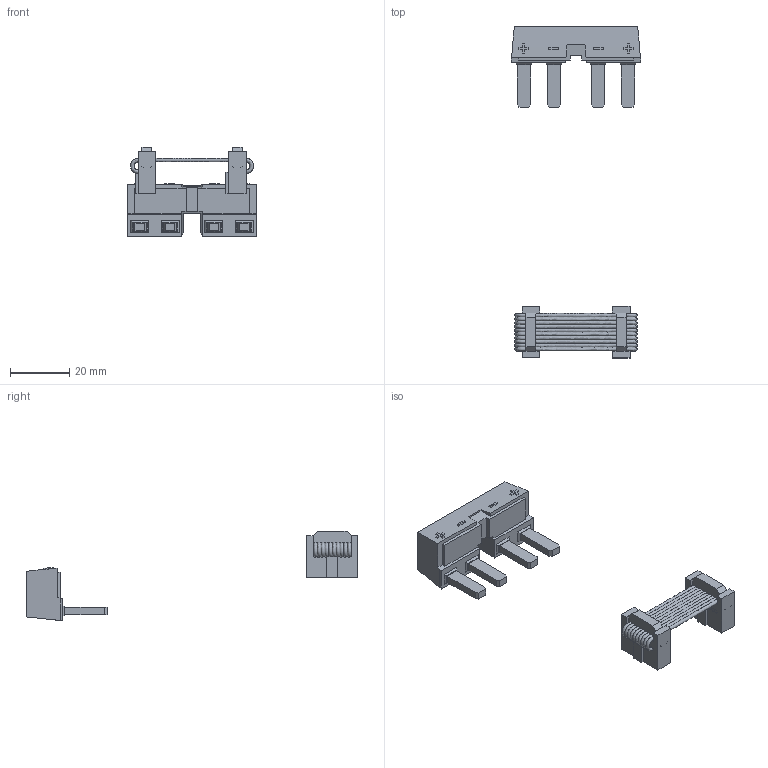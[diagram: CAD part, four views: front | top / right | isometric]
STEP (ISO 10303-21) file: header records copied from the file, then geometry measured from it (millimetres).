
FILE_DESCRIPTION(/* description */ (''),/* implementation_level */ '2;1');
FILE_NAME(/* name */ '6EP4990-8KK00-0XU0_3d.stp',/* time_stamp */ '2024-11-07T08:37:12+02:00',/* author */ (''),/* organization */ (''),/* preprocessor_version */ 'ST-DEVELOPER v18.102',/* originating_system */ 'SIEMENS PLM Software NX 2023',/* authorisation */ '');
FILE_SCHEMA (('AUTOMOTIVE_DESIGN { 1 0 10303 214 3 1 1 1 }'));
Length unit declared in the file: millimetre
Products named in the file (1): A5E53689737T_RS-AA_001_2-6EP4990-8KK00-0XU0-low
Bounding box: 43.82 x 112.13 x 30.23 mm (x, y, z)
Volume: 10961 mm3; surface area: 13081.2 mm2
Topology: 15 solids, 17 shells, 833 faces, 2224 edges, 1442 vertices
Faces by surface type: plane 744, cylinder 49, bspline 24, extrusion 16
Entity records: 38938 total; most frequent: CARTESIAN_POINT 17986, ORIENTED_EDGE 4420, DIRECTION 3830, EDGE_CURVE 2210, VECTOR 2012, LINE 1996, VERTEX_POINT 1442, EDGE_LOOP 912
